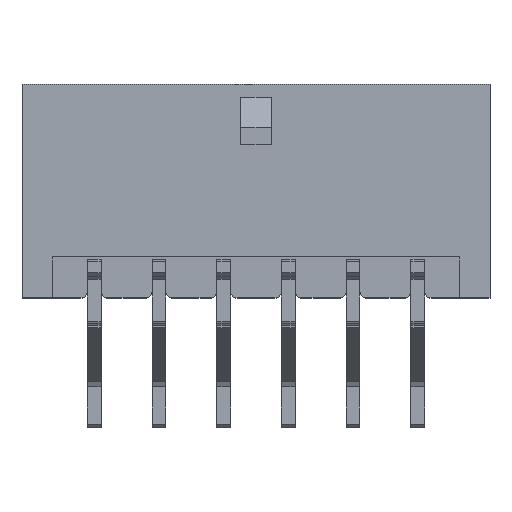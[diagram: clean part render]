
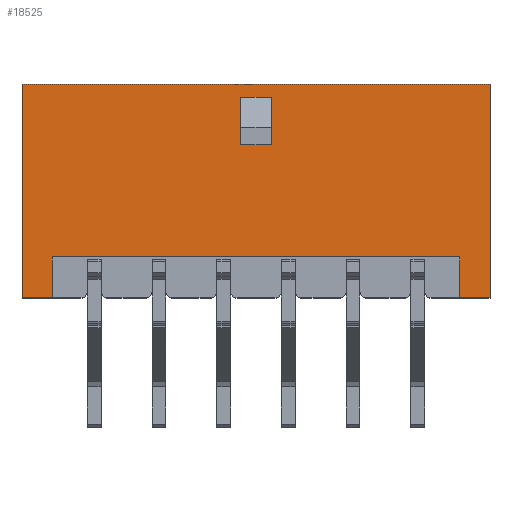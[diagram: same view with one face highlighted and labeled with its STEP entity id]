
A CAD part, top view. The second image highlights one B-rep face of the part: STEP entity #18525.
In plain terms, the highlighted face is planar.
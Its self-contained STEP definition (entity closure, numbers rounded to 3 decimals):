
#1318=ORIENTED_EDGE('',*,*,#4663,.F.);
#1319=ORIENTED_EDGE('',*,*,#5022,.F.);
#1320=ORIENTED_EDGE('',*,*,#5023,.T.);
#1321=ORIENTED_EDGE('',*,*,#5024,.T.);
#1322=ORIENTED_EDGE('',*,*,#5025,.F.);
#1323=ORIENTED_EDGE('',*,*,#5026,.F.);
#1324=ORIENTED_EDGE('',*,*,#4658,.F.);
#1325=ORIENTED_EDGE('',*,*,#4661,.F.);
#1326=ORIENTED_EDGE('',*,*,#4618,.T.);
#1327=ORIENTED_EDGE('',*,*,#4625,.T.);
#1328=ORIENTED_EDGE('',*,*,#4614,.F.);
#1329=ORIENTED_EDGE('',*,*,#4623,.F.);
#4614=EDGE_CURVE('',#6563,#6564,#7846,.T.);
#4618=EDGE_CURVE('',#6567,#6568,#7850,.T.);
#4623=EDGE_CURVE('',#6567,#6563,#7855,.T.);
#4625=EDGE_CURVE('',#6568,#6564,#7857,.T.);
#4658=EDGE_CURVE('',#6595,#6596,#7878,.T.);
#4661=EDGE_CURVE('',#6597,#6595,#7881,.T.);
#4663=EDGE_CURVE('',#6598,#6597,#7883,.T.);
#5022=EDGE_CURVE('',#6842,#6598,#8226,.T.);
#5023=EDGE_CURVE('',#6842,#6843,#8227,.T.);
#5024=EDGE_CURVE('',#6843,#6844,#8228,.T.);
#5025=EDGE_CURVE('',#6845,#6844,#8229,.T.);
#5026=EDGE_CURVE('',#6596,#6845,#8230,.T.);
#6563=VERTEX_POINT('',#24472);
#6564=VERTEX_POINT('',#24473);
#6567=VERTEX_POINT('',#24481);
#6568=VERTEX_POINT('',#24482);
#6595=VERTEX_POINT('',#24554);
#6596=VERTEX_POINT('',#24555);
#6597=VERTEX_POINT('',#24560);
#6598=VERTEX_POINT('',#24564);
#6842=VERTEX_POINT('',#25264);
#6843=VERTEX_POINT('',#25266);
#6844=VERTEX_POINT('',#25268);
#6845=VERTEX_POINT('',#25270);
#7846=LINE('',#24471,#9670);
#7850=LINE('',#24480,#9674);
#7855=LINE('',#24490,#9679);
#7857=LINE('',#24494,#9681);
#7878=LINE('',#24553,#9702);
#7881=LINE('',#24559,#9705);
#7883=LINE('',#24563,#9707);
#8226=LINE('',#25263,#10050);
#8227=LINE('',#25265,#10051);
#8228=LINE('',#25267,#10052);
#8229=LINE('',#25269,#10053);
#8230=LINE('',#25271,#10054);
#9670=VECTOR('',#20557,1000.);
#9674=VECTOR('',#20563,1000.);
#9679=VECTOR('',#20570,1000.);
#9681=VECTOR('',#20576,1000.);
#9702=VECTOR('',#20625,1000.);
#9705=VECTOR('',#20630,1000.);
#9707=VECTOR('',#20634,1000.);
#10050=VECTOR('',#21203,1000.);
#10051=VECTOR('',#21204,1000.);
#10052=VECTOR('',#21205,1000.);
#10053=VECTOR('',#21206,1000.);
#10054=VECTOR('',#21207,1000.);
#11250=EDGE_LOOP('',(#1318,#1319,#1320,#1321,#1322,#1323,#1324,#1325));
#11251=EDGE_LOOP('',(#1326,#1327,#1328,#1329));
#12010=FACE_BOUND('',#11250,.T.);
#12011=FACE_BOUND('',#11251,.T.);
#12758=PLANE('',#19293);
#18525=ADVANCED_FACE('',(#12010,#12011),#12758,.T.);
#19293=AXIS2_PLACEMENT_3D('',#25262,#21201,#21202);
#20557=DIRECTION('',(0.,0.,1.));
#20563=DIRECTION('',(0.,0.,1.));
#20570=DIRECTION('',(0.,-1.,0.));
#20576=DIRECTION('',(0.,-1.,0.));
#20625=DIRECTION('',(0.,0.,-1.));
#20630=DIRECTION('',(0.,1.,0.));
#20634=DIRECTION('',(0.,0.,1.));
#21201=DIRECTION('',(-1.,0.,0.));
#21202=DIRECTION('',(0.,0.,1.));
#21203=DIRECTION('',(0.,1.,0.));
#21204=DIRECTION('',(0.,0.,1.));
#21205=DIRECTION('',(0.,1.,0.));
#21206=DIRECTION('',(0.,0.,1.));
#21207=DIRECTION('',(0.,1.,0.));
#24471=CARTESIAN_POINT('',(-3.43,-0.7,2.15));
#24472=CARTESIAN_POINT('',(-3.43,-0.7,2.15));
#24473=CARTESIAN_POINT('',(-3.43,-0.7,4.35));
#24480=CARTESIAN_POINT('',(-3.43,0.7,2.15));
#24481=CARTESIAN_POINT('',(-3.43,0.7,2.15));
#24482=CARTESIAN_POINT('',(-3.43,0.7,4.35));
#24490=CARTESIAN_POINT('',(-3.43,0.7,2.15));
#24494=CARTESIAN_POINT('',(-3.43,0.7,4.35));
#24553=CARTESIAN_POINT('',(-3.43,9.45,-3.05));
#24554=CARTESIAN_POINT('',(-3.43,9.45,-3.05));
#24555=CARTESIAN_POINT('',(-3.43,9.45,-4.95));
#24559=CARTESIAN_POINT('',(-3.43,-9.45,-3.05));
#24560=CARTESIAN_POINT('',(-3.43,-9.45,-3.05));
#24563=CARTESIAN_POINT('',(-3.43,-9.45,-4.95));
#24564=CARTESIAN_POINT('',(-3.43,-9.45,-4.95));
#25262=CARTESIAN_POINT('',(-3.43,-10.85,-4.95));
#25263=CARTESIAN_POINT('',(-3.43,-10.85,-4.95));
#25264=CARTESIAN_POINT('',(-3.43,-10.85,-4.95));
#25265=CARTESIAN_POINT('',(-3.43,-10.85,-4.95));
#25266=CARTESIAN_POINT('',(-3.43,-10.85,4.95));
#25267=CARTESIAN_POINT('',(-3.43,-10.85,4.95));
#25268=CARTESIAN_POINT('',(-3.43,10.85,4.95));
#25269=CARTESIAN_POINT('',(-3.43,10.85,-4.95));
#25270=CARTESIAN_POINT('',(-3.43,10.85,-4.95));
#25271=CARTESIAN_POINT('',(-3.43,-10.85,-4.95));
